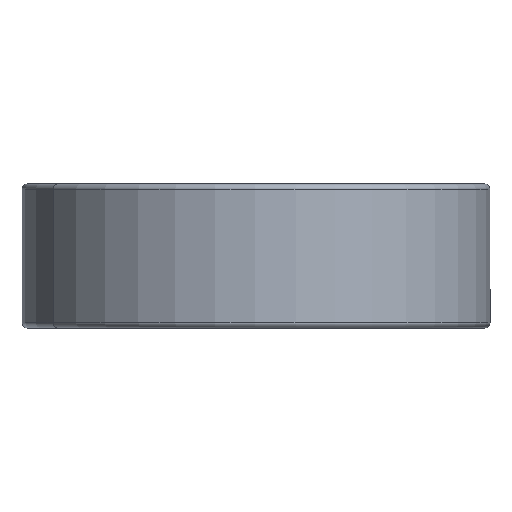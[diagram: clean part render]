
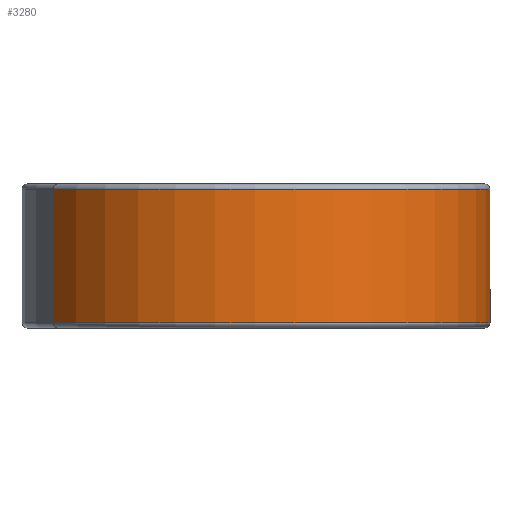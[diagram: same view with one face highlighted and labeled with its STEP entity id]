
A CAD part, left-side view. The second image highlights one B-rep face of the part: STEP entity #3280.
In plain terms, the highlighted cylindrical face has radius 13 mm (diameter 26 mm), a partial arc.
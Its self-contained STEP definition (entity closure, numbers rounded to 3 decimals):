
#25 = EDGE_CURVE ( 'NONE', #2644, #3326, #1793, .T. ) ;
#375 = VERTEX_POINT ( 'NONE', #6365 ) ;
#406 = DIRECTION ( 'NONE',  ( 1., 0., 0. ) ) ;
#873 = EDGE_CURVE ( 'NONE', #375, #4847, #3317, .T. ) ;
#1132 = ORIENTED_EDGE ( 'NONE', *, *, #4576, .T. ) ;
#1183 = VECTOR ( 'NONE', #4082, 1000. ) ;
#1582 = DIRECTION ( 'NONE',  ( 0., 0., 1. ) ) ;
#1769 = CYLINDRICAL_SURFACE ( 'NONE', #5367, 13. ) ;
#1793 = CIRCLE ( 'NONE', #4559, 13. ) ;
#1866 = ORIENTED_EDGE ( 'NONE', *, *, #25, .T. ) ;
#1929 = EDGE_LOOP ( 'NONE', ( #6250, #1866, #1132, #6260 ) ) ;
#2025 = DIRECTION ( 'NONE',  ( 0., 0., 1. ) ) ;
#2156 = CARTESIAN_POINT ( 'NONE',  ( 13., 0., -3.7 ) ) ;
#2521 = CARTESIAN_POINT ( 'NONE',  ( 13., 0., 3.7 ) ) ;
#2539 = DIRECTION ( 'NONE',  ( 0., 0., 1. ) ) ;
#2644 = VERTEX_POINT ( 'NONE', #6571 ) ;
#3280 = ADVANCED_FACE ( 'NONE', ( #4813 ), #1769, .T. ) ;
#3317 = CIRCLE ( 'NONE', #5109, 13. ) ;
#3326 = VERTEX_POINT ( 'NONE', #2156 ) ;
#3372 = LINE ( 'NONE', #6417, #6427 ) ;
#3733 = CARTESIAN_POINT ( 'NONE',  ( 0., 0., 60.553 ) ) ;
#4020 = LINE ( 'NONE', #5713, #1183 ) ;
#4082 = DIRECTION ( 'NONE',  ( 0., 0., 1. ) ) ;
#4559 = AXIS2_PLACEMENT_3D ( 'NONE', #6275, #2539, #406 ) ;
#4576 = EDGE_CURVE ( 'NONE', #3326, #4847, #4020, .T. ) ;
#4813 = FACE_OUTER_BOUND ( 'NONE', #1929, .T. ) ;
#4847 = VERTEX_POINT ( 'NONE', #2521 ) ;
#5109 = AXIS2_PLACEMENT_3D ( 'NONE', #5247, #2025, #5780 ) ;
#5216 = EDGE_CURVE ( 'NONE', #2644, #375, #3372, .T. ) ;
#5247 = CARTESIAN_POINT ( 'NONE',  ( 0., 0., 3.7 ) ) ;
#5364 = DIRECTION ( 'NONE',  ( 0., 0., 1. ) ) ;
#5367 = AXIS2_PLACEMENT_3D ( 'NONE', #3733, #1582, #6419 ) ;
#5713 = CARTESIAN_POINT ( 'NONE',  ( 13., 0., 60.553 ) ) ;
#5780 = DIRECTION ( 'NONE',  ( 1., 0., 0. ) ) ;
#6250 = ORIENTED_EDGE ( 'NONE', *, *, #5216, .F. ) ;
#6260 = ORIENTED_EDGE ( 'NONE', *, *, #873, .F. ) ;
#6275 = CARTESIAN_POINT ( 'NONE',  ( 0., 0., -3.7 ) ) ;
#6365 = CARTESIAN_POINT ( 'NONE',  ( -13., 0., 3.7 ) ) ;
#6417 = CARTESIAN_POINT ( 'NONE',  ( -13., 0., 60.553 ) ) ;
#6419 = DIRECTION ( 'NONE',  ( 1., 0., 0. ) ) ;
#6427 = VECTOR ( 'NONE', #5364, 1000. ) ;
#6571 = CARTESIAN_POINT ( 'NONE',  ( -13., 0., -3.7 ) ) ;
